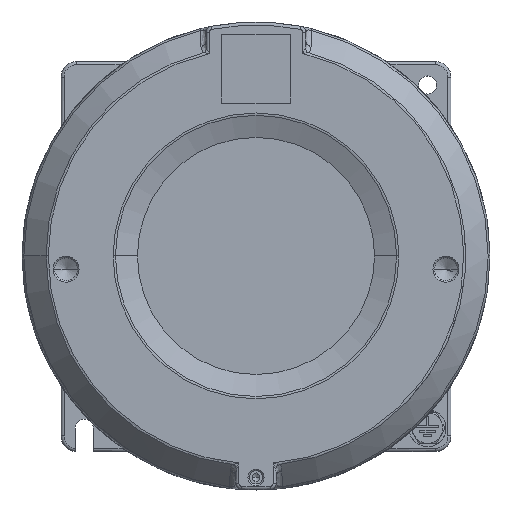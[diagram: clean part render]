
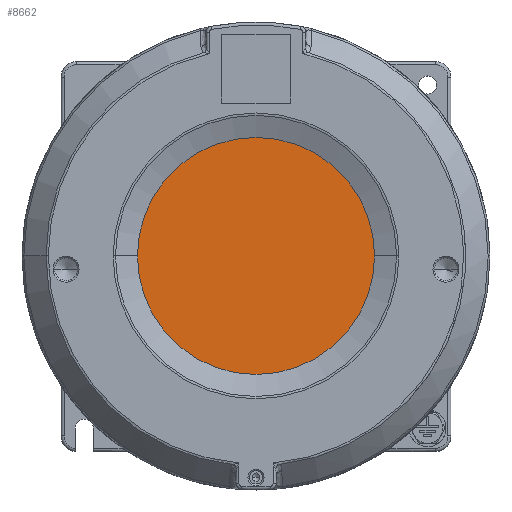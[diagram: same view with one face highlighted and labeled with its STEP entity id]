
A CAD part, top view. The second image highlights one B-rep face of the part: STEP entity #8662.
In plain terms, the highlighted face is planar.
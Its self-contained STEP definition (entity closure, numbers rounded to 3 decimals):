
#578 = DIRECTION ( 'NONE',  ( 1., 0., 0. ) ) ;
#850 = VERTEX_POINT ( 'NONE', #9353 ) ;
#1461 = AXIS2_PLACEMENT_3D ( 'NONE', #23081, #578, #18141 ) ;
#1784 = EDGE_CURVE ( 'NONE', #850, #24177, #20216, .T. ) ;
#4026 = DIRECTION ( 'NONE',  ( -1., 0., 0. ) ) ;
#6636 = CARTESIAN_POINT ( 'NONE',  ( 3., 0., -38. ) ) ;
#8662 = ADVANCED_FACE ( 'NONE', ( #29098 ), #28174, .F. ) ;
#9353 = CARTESIAN_POINT ( 'NONE',  ( 3., 0., 38. ) ) ;
#9390 = DIRECTION ( 'NONE',  ( -1., 0., 0. ) ) ;
#11644 = AXIS2_PLACEMENT_3D ( 'NONE', #24440, #9390, #26999 ) ;
#14056 = CIRCLE ( 'NONE', #11644, 38. ) ;
#18141 = DIRECTION ( 'NONE',  ( 0., 0., -1. ) ) ;
#19054 = CARTESIAN_POINT ( 'NONE',  ( 3., 0., 0. ) ) ;
#19623 = EDGE_CURVE ( 'NONE', #24177, #850, #14056, .T. ) ;
#20216 = CIRCLE ( 'NONE', #28930, 38. ) ;
#21582 = DIRECTION ( 'NONE',  ( 0., 0., 1. ) ) ;
#23081 = CARTESIAN_POINT ( 'NONE',  ( 3., 0., 0. ) ) ;
#24177 = VERTEX_POINT ( 'NONE', #6636 ) ;
#24440 = CARTESIAN_POINT ( 'NONE',  ( 3., 0., 0. ) ) ;
#26497 = EDGE_LOOP ( 'NONE', ( #31286, #29579 ) ) ;
#26999 = DIRECTION ( 'NONE',  ( 0., 0., 1. ) ) ;
#28174 = PLANE ( 'NONE',  #1461 ) ;
#28930 = AXIS2_PLACEMENT_3D ( 'NONE', #19054, #4026, #21582 ) ;
#29098 = FACE_OUTER_BOUND ( 'NONE', #26497, .T. ) ;
#29579 = ORIENTED_EDGE ( 'NONE', *, *, #19623, .T. ) ;
#31286 = ORIENTED_EDGE ( 'NONE', *, *, #1784, .T. ) ;
